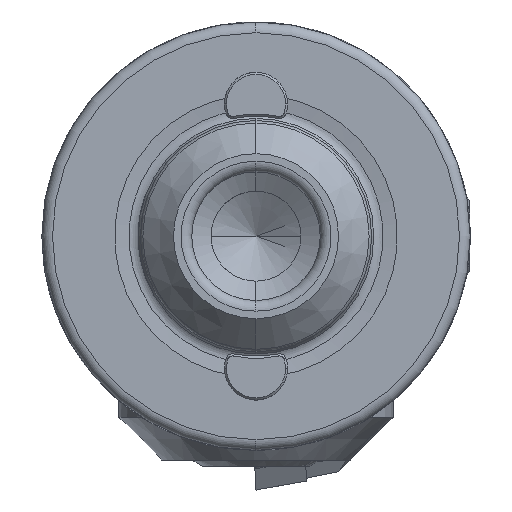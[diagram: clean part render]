
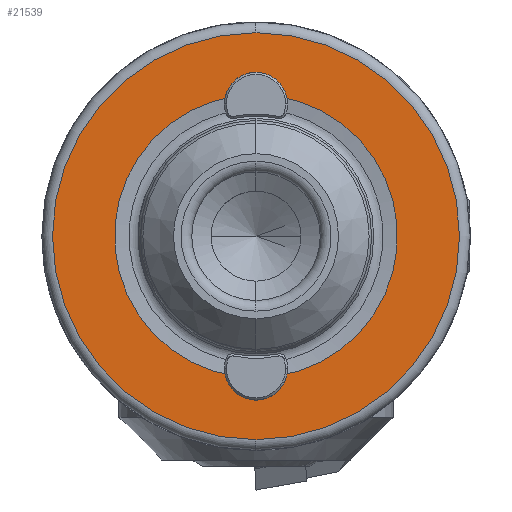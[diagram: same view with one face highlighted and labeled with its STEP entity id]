
A CAD part, left-side view. The second image highlights one B-rep face of the part: STEP entity #21539.
In plain terms, the highlighted planar face has unit normal (-1, 0, 0).
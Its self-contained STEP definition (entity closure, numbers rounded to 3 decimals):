
#513 = AXIS2_PLACEMENT_3D ( 'NONE', #1959, #17837, #4219 ) ;
#780 = ORIENTED_EDGE ( 'NONE', *, *, #5867, .F. ) ;
#885 = CIRCLE ( 'NONE', #18223, 6.603 ) ;
#923 = CARTESIAN_POINT ( 'NONE',  ( 0., 0., 9.5 ) ) ;
#1127 = CARTESIAN_POINT ( 'NONE',  ( 0., 0., -6.65 ) ) ;
#1667 = DIRECTION ( 'NONE',  ( 0., 0., 1. ) ) ;
#1959 = CARTESIAN_POINT ( 'NONE',  ( 0., 0., 6.65 ) ) ;
#2037 = VERTEX_POINT ( 'NONE', #22481 ) ;
#2181 = CARTESIAN_POINT ( 'NONE',  ( 0., 0., 0. ) ) ;
#2480 = VERTEX_POINT ( 'NONE', #24754 ) ;
#2623 = ORIENTED_EDGE ( 'NONE', *, *, #21831, .F. ) ;
#2751 = CIRCLE ( 'NONE', #7711, 0.9 ) ;
#3099 = CARTESIAN_POINT ( 'NONE',  ( 0., 0., 0. ) ) ;
#3404 = DIRECTION ( 'NONE',  ( 0., 0., 1. ) ) ;
#3983 = DIRECTION ( 'NONE',  ( -1., 0., 0. ) ) ;
#4219 = DIRECTION ( 'NONE',  ( 0., 0., 1. ) ) ;
#4256 = CARTESIAN_POINT ( 'NONE',  ( 0., 0., -9.5 ) ) ;
#4363 = CIRCLE ( 'NONE', #11790, 9.5 ) ;
#4407 = CARTESIAN_POINT ( 'NONE',  ( 0., 0., 7.55 ) ) ;
#4444 = DIRECTION ( 'NONE',  ( 0., 0., 1. ) ) ;
#4598 = CIRCLE ( 'NONE', #25671, 6.603 ) ;
#4807 = PLANE ( 'NONE',  #17393 ) ;
#4866 = EDGE_CURVE ( 'NONE', #2037, #20705, #4598, .T. ) ;
#5122 = ORIENTED_EDGE ( 'NONE', *, *, #10757, .F. ) ;
#5385 = DIRECTION ( 'NONE',  ( 0., 0., 1. ) ) ;
#5867 = EDGE_CURVE ( 'NONE', #20705, #13287, #6680, .T. ) ;
#6104 = VERTEX_POINT ( 'NONE', #21123 ) ;
#6680 = CIRCLE ( 'NONE', #513, 0.9 ) ;
#7123 = ORIENTED_EDGE ( 'NONE', *, *, #4866, .F. ) ;
#7266 = EDGE_LOOP ( 'NONE', ( #7333, #8862 ) ) ;
#7295 = ORIENTED_EDGE ( 'NONE', *, *, #23561, .F. ) ;
#7333 = ORIENTED_EDGE ( 'NONE', *, *, #20101, .T. ) ;
#7463 = DIRECTION ( 'NONE',  ( -1., 0., 0. ) ) ;
#7711 = AXIS2_PLACEMENT_3D ( 'NONE', #21982, #8378, #24281 ) ;
#8378 = DIRECTION ( 'NONE',  ( -1., 0., 0. ) ) ;
#8862 = ORIENTED_EDGE ( 'NONE', *, *, #12533, .T. ) ;
#9520 = CIRCLE ( 'NONE', #21013, 0.9 ) ;
#10757 = EDGE_CURVE ( 'NONE', #2480, #6104, #885, .T. ) ;
#11790 = AXIS2_PLACEMENT_3D ( 'NONE', #3099, #18969, #5385 ) ;
#12533 = EDGE_CURVE ( 'NONE', #24557, #19142, #4363, .T. ) ;
#13287 = VERTEX_POINT ( 'NONE', #4407 ) ;
#13960 = DIRECTION ( 'NONE',  ( 0., 0., -1. ) ) ;
#14478 = FACE_OUTER_BOUND ( 'NONE', #7266, .T. ) ;
#15258 = DIRECTION ( 'NONE',  ( -1., 0., 0. ) ) ;
#15639 = AXIS2_PLACEMENT_3D ( 'NONE', #21057, #7463, #23349 ) ;
#15962 = EDGE_LOOP ( 'NONE', ( #5122, #2623, #780, #7123, #26875, #7295 ) ) ;
#17005 = DIRECTION ( 'NONE',  ( -1., 0., 0. ) ) ;
#17393 = AXIS2_PLACEMENT_3D ( 'NONE', #18416, #27567, #13960 ) ;
#17465 = EDGE_CURVE ( 'NONE', #17634, #2037, #9520, .T. ) ;
#17595 = CARTESIAN_POINT ( 'NONE',  ( 0., 0., -6.65 ) ) ;
#17634 = VERTEX_POINT ( 'NONE', #19781 ) ;
#17837 = DIRECTION ( 'NONE',  ( -1., 0., 0. ) ) ;
#18061 = DIRECTION ( 'NONE',  ( -1., 0., 0. ) ) ;
#18223 = AXIS2_PLACEMENT_3D ( 'NONE', #28884, #15258, #1667 ) ;
#18416 = CARTESIAN_POINT ( 'NONE',  ( 0., 0., -6.603 ) ) ;
#18969 = DIRECTION ( 'NONE',  ( -1., 0., 0. ) ) ;
#19001 = CIRCLE ( 'NONE', #24689, 0.9 ) ;
#19142 = VERTEX_POINT ( 'NONE', #923 ) ;
#19781 = CARTESIAN_POINT ( 'NONE',  ( 0., 0., -7.55 ) ) ;
#19897 = DIRECTION ( 'NONE',  ( 0., 0., 1. ) ) ;
#20101 = EDGE_CURVE ( 'NONE', #19142, #24557, #24818, .T. ) ;
#20705 = VERTEX_POINT ( 'NONE', #21117 ) ;
#21013 = AXIS2_PLACEMENT_3D ( 'NONE', #1127, #17005, #3404 ) ;
#21057 = CARTESIAN_POINT ( 'NONE',  ( 0., 0., 0. ) ) ;
#21117 = CARTESIAN_POINT ( 'NONE',  ( 0., -0.894, 6.543 ) ) ;
#21123 = CARTESIAN_POINT ( 'NONE',  ( 0., 0.894, -6.543 ) ) ;
#21539 = ADVANCED_FACE ( 'NONE', ( #25168, #14478 ), #4807, .F. ) ;
#21831 = EDGE_CURVE ( 'NONE', #13287, #2480, #2751, .T. ) ;
#21982 = CARTESIAN_POINT ( 'NONE',  ( 0., 0., 6.65 ) ) ;
#22481 = CARTESIAN_POINT ( 'NONE',  ( 0., -0.894, -6.543 ) ) ;
#23349 = DIRECTION ( 'NONE',  ( 0., 0., 1. ) ) ;
#23561 = EDGE_CURVE ( 'NONE', #6104, #17634, #19001, .T. ) ;
#24281 = DIRECTION ( 'NONE',  ( 0., 0., 1. ) ) ;
#24557 = VERTEX_POINT ( 'NONE', #4256 ) ;
#24689 = AXIS2_PLACEMENT_3D ( 'NONE', #17595, #3983, #19897 ) ;
#24754 = CARTESIAN_POINT ( 'NONE',  ( 0., 0.894, 6.543 ) ) ;
#24818 = CIRCLE ( 'NONE', #15639, 9.5 ) ;
#25168 = FACE_BOUND ( 'NONE', #15962, .T. ) ;
#25671 = AXIS2_PLACEMENT_3D ( 'NONE', #2181, #18061, #4444 ) ;
#26875 = ORIENTED_EDGE ( 'NONE', *, *, #17465, .F. ) ;
#27567 = DIRECTION ( 'NONE',  ( 1., 0., 0. ) ) ;
#28884 = CARTESIAN_POINT ( 'NONE',  ( 0., 0., 0. ) ) ;
